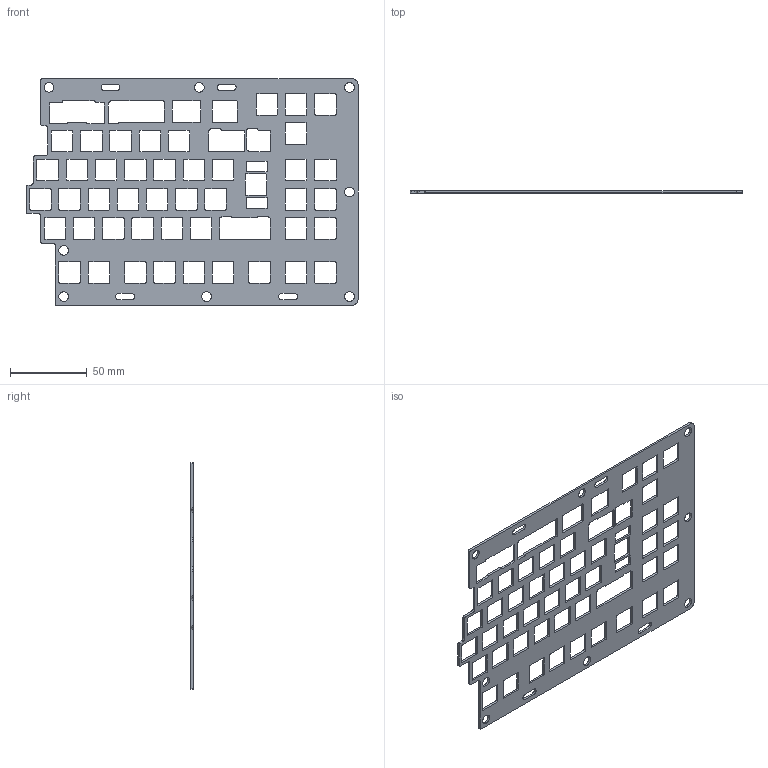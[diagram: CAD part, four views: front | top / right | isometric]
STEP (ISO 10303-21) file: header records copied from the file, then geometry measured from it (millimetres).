
FILE_DESCRIPTION (( 'STEP AP214' ), '1' );
FILE_NAME ('SP-111_Right_ISO_Plate.STEP', '2023-11-03T21:46:13', ( '' ), ( '' ), 'SwSTEP 2.0', 'SolidWorks 2019', '' );
FILE_SCHEMA (( 'AUTOMOTIVE_DESIGN' ));
Length unit declared in the file: millimetre
Products named in the file (1): SP-111_Right_ISO_Plate
Bounding box: 216.39 x 1.5 x 147.43 mm (x, y, z)
Volume: 27440.9 mm3; surface area: 42767.9 mm2
Topology: 1 solids, 1 shells, 535 faces, 1599 edges, 1066 vertices
Faces by surface type: cylinder 281, plane 254
Entity records: 18473 total; most frequent: DIRECTION 3233, CARTESIAN_POINT 3201, ORIENTED_EDGE 3198, EDGE_CURVE 1599, AXIS2_PLACEMENT_3D 1098, VERTEX_POINT 1066, VECTOR 1037, LINE 1037
